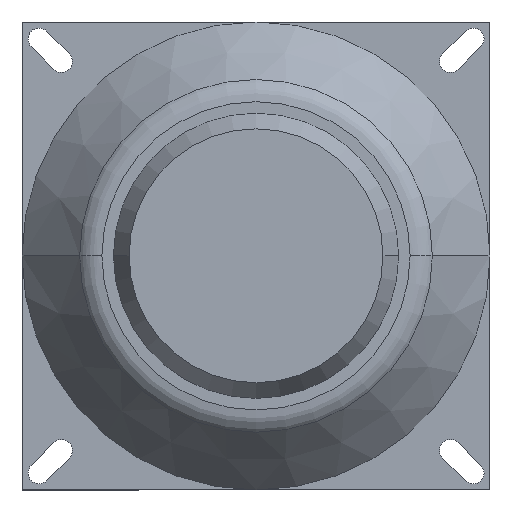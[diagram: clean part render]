
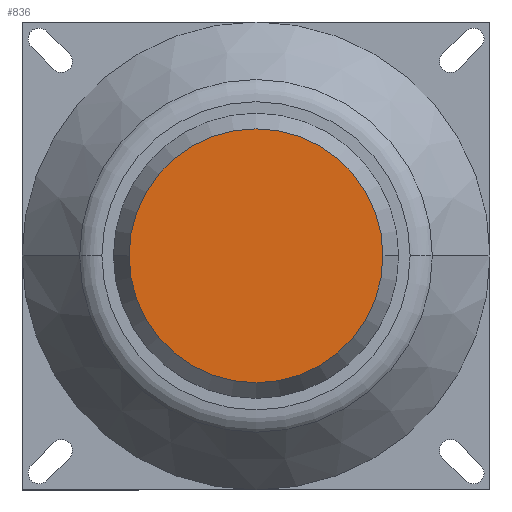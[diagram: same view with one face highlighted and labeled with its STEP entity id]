
A CAD part, top view. The second image highlights one B-rep face of the part: STEP entity #836.
In plain terms, the highlighted planar face has unit normal (0, 0, 1).
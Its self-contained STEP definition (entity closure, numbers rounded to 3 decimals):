
#109 = DIRECTION ( 'NONE',  ( 1., 0., 0. ) ) ;
#154 = CARTESIAN_POINT ( 'NONE',  ( -350.36, 116.795, 0. ) ) ;
#319 = VERTEX_POINT ( 'NONE', #776 ) ;
#338 = CIRCLE ( 'NONE', #841, 45. ) ;
#355 = DIRECTION ( 'NONE',  ( 1., 0., 0. ) ) ;
#382 = PLANE ( 'NONE',  #842 ) ;
#497 = ORIENTED_EDGE ( 'NONE', *, *, #506, .T. ) ;
#503 = ORIENTED_EDGE ( 'NONE', *, *, #1052, .T. ) ;
#506 = EDGE_CURVE ( 'NONE', #762, #319, #654, .T. ) ;
#616 = CARTESIAN_POINT ( 'NONE',  ( -305.36, 116.795, 0. ) ) ;
#629 = FACE_OUTER_BOUND ( 'NONE', #861, .T. ) ;
#654 = CIRCLE ( 'NONE', #808, 45. ) ;
#762 = VERTEX_POINT ( 'NONE', #154 ) ;
#776 = CARTESIAN_POINT ( 'NONE',  ( -260.36, 116.795, 0. ) ) ;
#803 = DIRECTION ( 'NONE',  ( 0., 0., 1. ) ) ;
#808 = AXIS2_PLACEMENT_3D ( 'NONE', #616, #817, #355 ) ;
#817 = DIRECTION ( 'NONE',  ( 0., 0., 1. ) ) ;
#831 = DIRECTION ( 'NONE',  ( 0., 0., 1. ) ) ;
#836 = ADVANCED_FACE ( 'NONE', ( #629 ), #382, .T. ) ;
#841 = AXIS2_PLACEMENT_3D ( 'NONE', #974, #803, #887 ) ;
#842 = AXIS2_PLACEMENT_3D ( 'NONE', #906, #831, #109 ) ;
#861 = EDGE_LOOP ( 'NONE', ( #503, #497 ) ) ;
#887 = DIRECTION ( 'NONE',  ( 1., 0., 0. ) ) ;
#906 = CARTESIAN_POINT ( 'NONE',  ( 0., 0., 0. ) ) ;
#974 = CARTESIAN_POINT ( 'NONE',  ( -305.36, 116.795, 0. ) ) ;
#1052 = EDGE_CURVE ( 'NONE', #319, #762, #338, .T. ) ;
